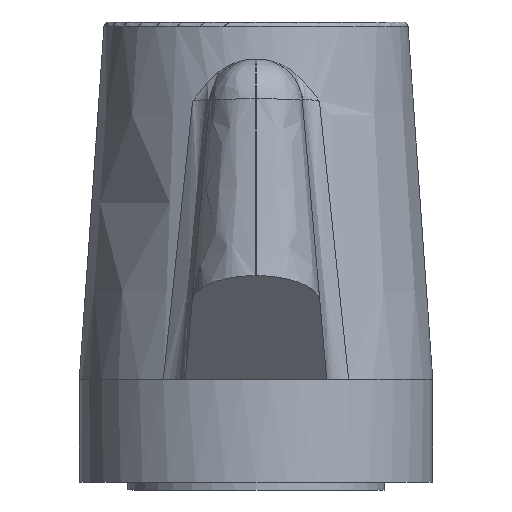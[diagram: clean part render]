
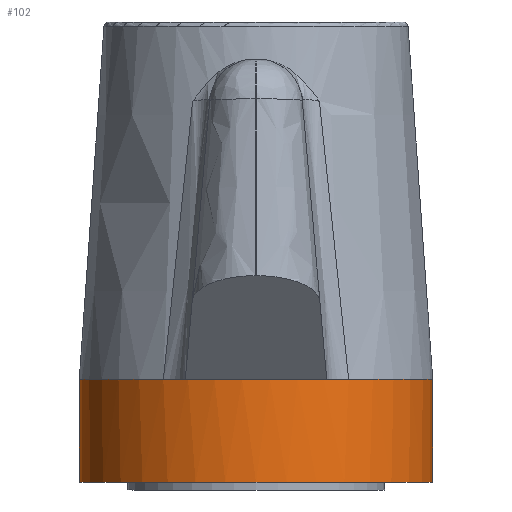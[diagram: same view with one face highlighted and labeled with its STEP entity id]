
A CAD part, front view. The second image highlights one B-rep face of the part: STEP entity #102.
In plain terms, the highlighted cylindrical face has radius 6.875 mm (diameter 13.75 mm), a full revolution.
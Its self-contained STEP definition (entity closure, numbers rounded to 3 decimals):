
#102 = ADVANCED_FACE( '', ( #233, #234 ), #235, .T. );
#233 = FACE_OUTER_BOUND( '', #889, .T. );
#234 = FACE_OUTER_BOUND( '', #890, .T. );
#235 = CYLINDRICAL_SURFACE( '', #891, 6.875 );
#889 = EDGE_LOOP( '', ( #3327, #3328, #3329, #3330 ) );
#890 = EDGE_LOOP( '', ( #3331 ) );
#891 = AXIS2_PLACEMENT_3D( '', #3332, #3333, #3334 );
#3327 = ORIENTED_EDGE( '', *, *, #3588, .F. );
#3328 = ORIENTED_EDGE( '', *, *, #3594, .F. );
#3329 = ORIENTED_EDGE( '', *, *, #3636, .F. );
#3330 = ORIENTED_EDGE( '', *, *, #3600, .F. );
#3331 = ORIENTED_EDGE( '', *, *, #3637, .T. );
#3332 = CARTESIAN_POINT( '', ( 0., 0., 17.902 ) );
#3333 = DIRECTION( '', ( 0., 0., -1. ) );
#3334 = DIRECTION( '', ( 1., 0., 0. ) );
#3588 = EDGE_CURVE( '', #3756, #3758, #3759, .T. );
#3594 = EDGE_CURVE( '', #3768, #3756, #3769, .T. );
#3600 = EDGE_CURVE( '', #3758, #3726, #3779, .T. );
#3636 = EDGE_CURVE( '', #3726, #3768, #3833, .T. );
#3637 = EDGE_CURVE( '', #3834, #3834, #3835, .T. );
#3726 = VERTEX_POINT( '', #4067 );
#3756 = VERTEX_POINT( '', #4201 );
#3758 = VERTEX_POINT( '', #4211 );
#3759 = CIRCLE( '', #4212, 6.875 );
#3768 = VERTEX_POINT( '', #4231 );
#3769 = CIRCLE( '', #4232, 6.875 );
#3779 = CIRCLE( '', #4286, 6.875 );
#3833 = CIRCLE( '', #4643, 6.875 );
#3834 = VERTEX_POINT( '', #4644 );
#3835 = CIRCLE( '', #4645, 6.875 );
#4067 = CARTESIAN_POINT( '', ( -3.604, -5.854, 4. ) );
#4201 = CARTESIAN_POINT( '', ( 3.604, 5.854, 4. ) );
#4211 = CARTESIAN_POINT( '', ( -3.604, 5.854, 4. ) );
#4212 = AXIS2_PLACEMENT_3D( '', #4942, #4943, #4944 );
#4231 = CARTESIAN_POINT( '', ( 3.604, -5.854, 4. ) );
#4232 = AXIS2_PLACEMENT_3D( '', #4950, #4951, #4952 );
#4286 = AXIS2_PLACEMENT_3D( '', #4956, #4957, #4958 );
#4643 = AXIS2_PLACEMENT_3D( '', #4976, #4977, #4978 );
#4644 = CARTESIAN_POINT( '', ( 6.875, 0., 0. ) );
#4645 = AXIS2_PLACEMENT_3D( '', #4979, #4980, #4981 );
#4942 = CARTESIAN_POINT( '', ( 0., 0., 4. ) );
#4943 = DIRECTION( '', ( 0., 0., 1. ) );
#4944 = DIRECTION( '', ( 1., 0., 0. ) );
#4950 = CARTESIAN_POINT( '', ( 0., 0., 4. ) );
#4951 = DIRECTION( '', ( 0., 0., 1. ) );
#4952 = DIRECTION( '', ( 1., 0., 0. ) );
#4956 = CARTESIAN_POINT( '', ( 0., 0., 4. ) );
#4957 = DIRECTION( '', ( 0., 0., 1. ) );
#4958 = DIRECTION( '', ( 1., 0., 0. ) );
#4976 = CARTESIAN_POINT( '', ( 0., 0., 4. ) );
#4977 = DIRECTION( '', ( 0., 0., 1. ) );
#4978 = DIRECTION( '', ( 1., 0., 0. ) );
#4979 = CARTESIAN_POINT( '', ( 0., 0., 0. ) );
#4980 = DIRECTION( '', ( 0., 0., 1. ) );
#4981 = DIRECTION( '', ( 1., 0., 0. ) );
